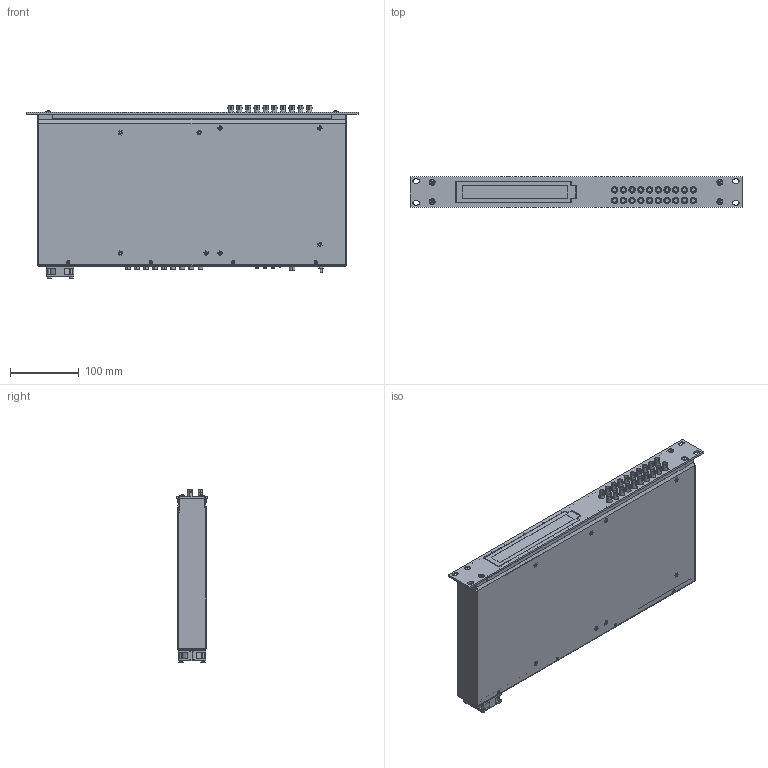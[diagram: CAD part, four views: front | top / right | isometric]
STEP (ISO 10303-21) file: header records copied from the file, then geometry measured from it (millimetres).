
FILE_DESCRIPTION (( 'STEP AP214' ), '1' );
FILE_NAME ('88201330-A500.STEP', '2009-03-17T13:49:28', ( ' ' ), ( ' ' ), 'SwSTEP 2.0', 'SolidWorks 2008', '' );
FILE_SCHEMA (( 'AUTOMOTIVE_DESIGN' ));
Length unit declared in the file: millimetre
Products named in the file (31): Base Panel A500; PCB A500 2; L712RA; 85201200; SOS-3.5M3-x_L=14; Counter PCB; Lemo EPL-00-250-NTN; Pan HD PHIL M3 SST_L=16; Reg Flat Washer_M3; CSK Dome M4_M4 x 10; C&K TP11SH9ABE; NMB 1606KL; Optrex C-51850; HFBR 1515B - 2515B_Out (Lt Grey); Rabbit RCM3200; HFBR 1515B - 2515B_In (Dk Grey); Lemo EPY-00-250-NTN; 551-xx07-004; Top Panel A500; 17210640; Pan HD XRCSD SST_M3 X 12 LNG; Greyhill 94HBB; Mezzanine PCB A500; Rear Panel A500; Small Flat Washer_M3; Hex Nut SST_M3; Flat-hd M2.5_M2.5 x 5; Front Panel A500; 88201330-A500
Assembly tree (84 placements, depth 3):
  88201330-A500
    SOS-3.5M3-x_L=14  x8
    Flat-hd M2.5_M2.5 x 5  x12
    CSK Dome M4_M4 x 10  x4
    Top Panel A500
    Small Flat Washer_M3
    Reg Flat Washer_M3  x4
    Pan HD PHIL M3 SST_L=16  x4
    Front Panel A500
    NMB 1606KL
    Counter PCB
      Lemo EPY-00-250-NTN  x5
      Lemo EPL-00-250-NTN  x4
      Counter PCB
    Mezzanine PCB A500
      HFBR 1515B - 2515B_Out (Lt Grey)  x5
      HFBR 1515B - 2515B_In (Dk Grey)  x5
      Mezzanine PCB A500
    Rear Panel A500
    Hex Nut SST_M3
    85201200
      HFBR 1515B - 2515B_In (Dk Grey)  x5
      Greyhill 94HBB  x3
      HFBR 1515B - 2515B_Out (Lt Grey)  x5
      Pan HD XRCSD SST_M3 X 12 LNG
      L712RA
      17210640
      Rabbit RCM3200
      C&K TP11SH9ABE
      551-xx07-004
      PCB A500 2
    Base Panel A500
    Optrex C-51850
Bounding box: 482.6 x 43.65 x 251.79 mm (x, y, z)
Volume: 516396.8 mm3; surface area: 759769.2 mm2
Topology: 81 solids, 81 shells, 3795 faces, 9379 edges, 6131 vertices
Faces by surface type: plane 2485, cylinder 1127, cone 151, sphere 26, torus 6
Entity records: 59436 total; most frequent: CARTESIAN_POINT 9356, DIRECTION 8932, ORIENTED_EDGE 8634, EDGE_CURVE 4317, VECTOR 3050, LINE 3050, AXIS2_PLACEMENT_3D 2941, VERTEX_POINT 2843
